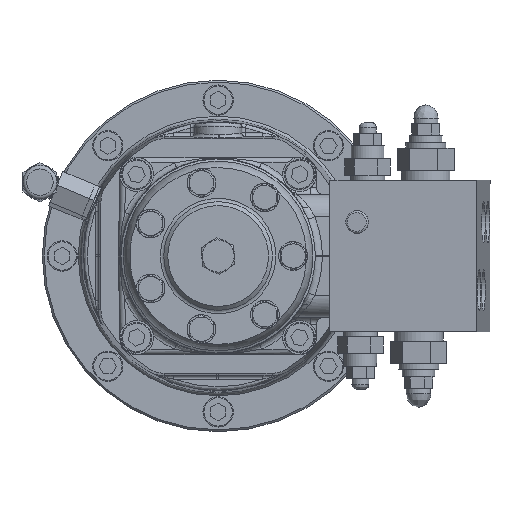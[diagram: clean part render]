
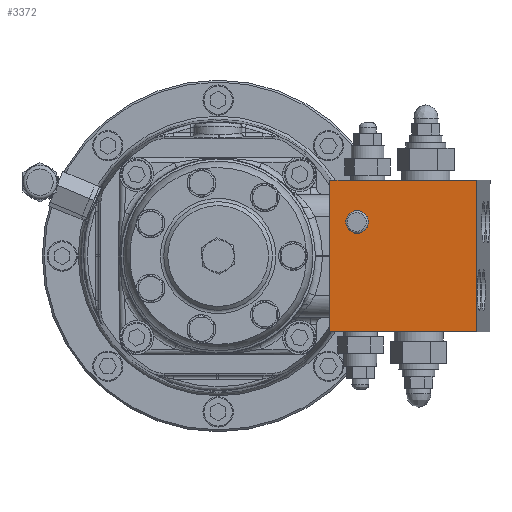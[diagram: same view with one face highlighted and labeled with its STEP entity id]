
A CAD part, left-side view. The second image highlights one B-rep face of the part: STEP entity #3372.
In plain terms, the highlighted face is planar.
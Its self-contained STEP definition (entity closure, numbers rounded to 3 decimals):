
#3372 = ADVANCED_FACE( '', ( #7990, #7991 ), #7992, .T. );
#7990 = FACE_BOUND( '', #17632, .T. );
#7991 = FACE_OUTER_BOUND( '', #17633, .T. );
#7992 = PLANE( '', #17634 );
#17632 = EDGE_LOOP( '', ( #52820 ) );
#17633 = EDGE_LOOP( '', ( #52821, #52822, #52823, #52824 ) );
#17634 = AXIS2_PLACEMENT_3D( '', #52825, #52826, #52827 );
#52820 = ORIENTED_EDGE( '', *, *, #67488, .F. );
#52821 = ORIENTED_EDGE( '', *, *, #67489, .T. );
#52822 = ORIENTED_EDGE( '', *, *, #67490, .T. );
#52823 = ORIENTED_EDGE( '', *, *, #67491, .T. );
#52824 = ORIENTED_EDGE( '', *, *, #67492, .T. );
#52825 = CARTESIAN_POINT( '', ( -40., 40., 0. ) );
#52826 = DIRECTION( '', ( 0., 1., 0. ) );
#52827 = DIRECTION( '', ( 0., 0., 1. ) );
#67488 = EDGE_CURVE( '', #74976, #74976, #74977, .T. );
#67489 = EDGE_CURVE( '', #74978, #74979, #74980, .T. );
#67490 = EDGE_CURVE( '', #74979, #74981, #74982, .T. );
#67491 = EDGE_CURVE( '', #74981, #74983, #74984, .T. );
#67492 = EDGE_CURVE( '', #74983, #74978, #74985, .T. );
#74976 = VERTEX_POINT( '', #91722 );
#74977 = CIRCLE( '', #91723, 6. );
#74978 = VERTEX_POINT( '', #91724 );
#74979 = VERTEX_POINT( '', #91725 );
#74980 = LINE( '', #91726, #91727 );
#74981 = VERTEX_POINT( '', #91728 );
#74982 = LINE( '', #91729, #91730 );
#74983 = VERTEX_POINT( '', #91731 );
#74984 = LINE( '', #91732, #91733 );
#74985 = LINE( '', #91734, #91735 );
#91722 = CARTESIAN_POINT( '', ( 18., 40., 20.5 ) );
#91723 = AXIS2_PLACEMENT_3D( '', #111236, #111237, #111238 );
#91724 = CARTESIAN_POINT( '', ( 40., 40., 0. ) );
#91725 = CARTESIAN_POINT( '', ( -40., 40., 0. ) );
#91726 = CARTESIAN_POINT( '', ( 40., 40., 0. ) );
#91727 = VECTOR( '', #111239, 1000. );
#91728 = CARTESIAN_POINT( '', ( -40., 40., 78. ) );
#91729 = CARTESIAN_POINT( '', ( -40., 40., 0. ) );
#91730 = VECTOR( '', #111240, 1000. );
#91731 = CARTESIAN_POINT( '', ( 40., 40., 78. ) );
#91732 = CARTESIAN_POINT( '', ( -40., 40., 78. ) );
#91733 = VECTOR( '', #111241, 1000. );
#91734 = CARTESIAN_POINT( '', ( 40., 40., 78. ) );
#91735 = VECTOR( '', #111242, 1000. );
#111236 = CARTESIAN_POINT( '', ( 18., 40., 14.5 ) );
#111237 = DIRECTION( '', ( 0., 1., 0. ) );
#111238 = DIRECTION( '', ( 0., 0., 1. ) );
#111239 = DIRECTION( '', ( -1., 0., 0. ) );
#111240 = DIRECTION( '', ( 0., 0., 1. ) );
#111241 = DIRECTION( '', ( 1., 0., 0. ) );
#111242 = DIRECTION( '', ( 0., 0., -1. ) );
